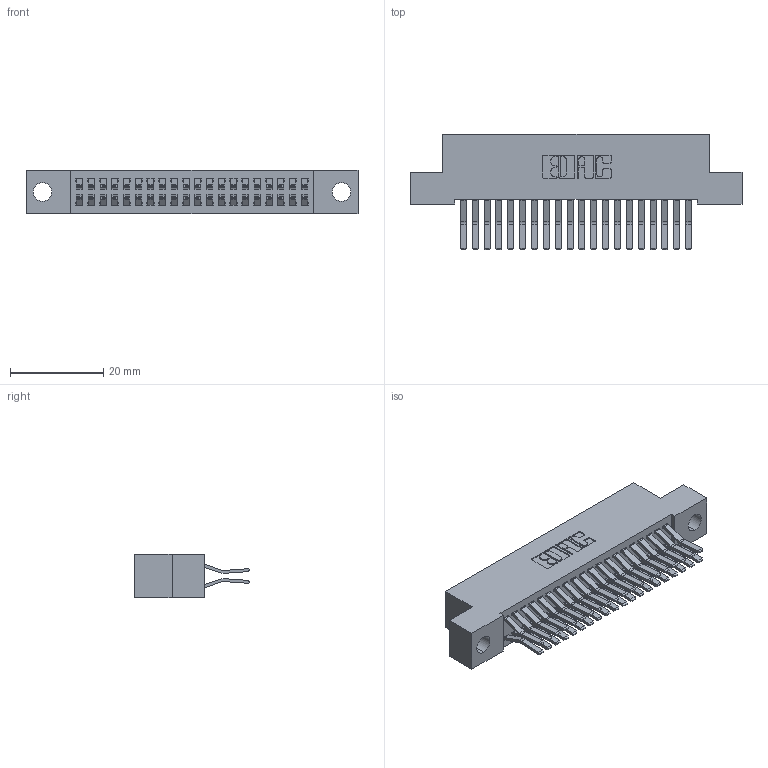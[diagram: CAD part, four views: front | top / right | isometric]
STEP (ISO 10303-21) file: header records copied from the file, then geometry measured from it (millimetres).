
FILE_DESCRIPTION (( 'STEP AP203' ), '1' );
FILE_NAME ('342-040-560-204.STEP', '2019-10-02T17:10:19', ( '' ), ( '' ), 'SwSTEP 2.0', 'SolidWorks 2016', '' );
FILE_SCHEMA (( 'CONFIG_CONTROL_DESIGN' ));
Length unit declared in the file: inch
Products named in the file (3): 345-292-001_560 Tail; 342-040-560-204; 342 Part_.156 TH
Assembly tree (41 placements, depth 2):
  342-040-560-204
    342 Part_.156 TH
    345-292-001_560 Tail  x40
Bounding box: 71.12 x 24.78 x 9.4 mm (x, y, z)
Volume: 6461.6 mm3; surface area: 10429.6 mm2
Topology: 41 solids, 41 shells, 2270 faces, 6739 edges, 4438 vertices
Faces by surface type: plane 1506, cylinder 764
Entity records: 15671 total; most frequent: CARTESIAN_POINT 2622, ORIENTED_EDGE 2558, DIRECTION 2283, EDGE_CURVE 1279, VECTOR 1147, LINE 1147, VERTEX_POINT 850, AXIS2_PLACEMENT_3D 568
